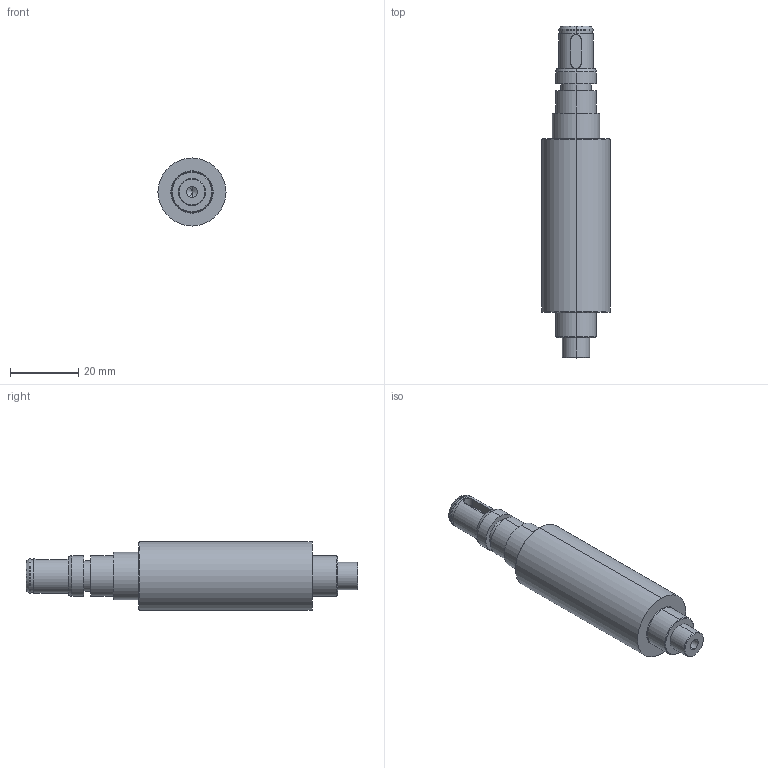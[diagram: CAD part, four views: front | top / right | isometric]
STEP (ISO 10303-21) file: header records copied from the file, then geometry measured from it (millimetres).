
FILE_DESCRIPTION (( 'STEP AP214' ), '1' );
FILE_NAME ('ALTI2-USI-004-A-AXE1.STEP', '2021-12-22T15:54:28', ( '' ), ( '' ), 'SwSTEP 2.0', 'SolidWorks 2021', '' );
FILE_SCHEMA (( 'AUTOMOTIVE_DESIGN' ));
Length unit declared in the file: millimetre
Products named in the file (1): ALTI2-USI-004-A-AXE1
Bounding box: 20 x 97.5 x 20 mm (x, y, z)
Volume: 20411.1 mm3; surface area: 5723.8 mm2
Topology: 1 solids, 1 shells, 55 faces, 114 edges, 70 vertices
Faces by surface type: cylinder 26, plane 15, cone 14
Entity records: 1556 total; most frequent: CARTESIAN_POINT 290, DIRECTION 282, ORIENTED_EDGE 224, AXIS2_PLACEMENT_3D 118, EDGE_CURVE 112, VERTEX_POINT 70, EDGE_LOOP 66, CIRCLE 62
